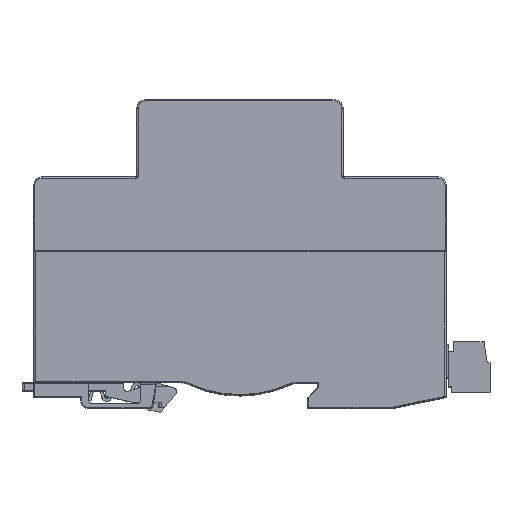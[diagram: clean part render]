
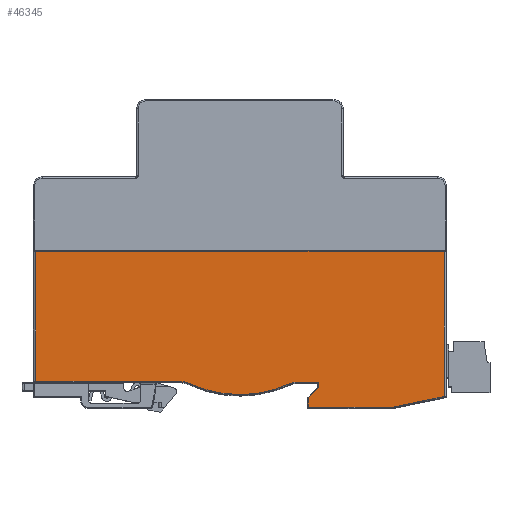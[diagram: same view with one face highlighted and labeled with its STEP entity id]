
A CAD part, top view. The second image highlights one B-rep face of the part: STEP entity #46345.
In plain terms, the highlighted planar face has unit normal (0, 0, 1).
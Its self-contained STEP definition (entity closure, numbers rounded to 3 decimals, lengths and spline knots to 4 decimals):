
#4963=LINE('',#77809,#9813);
#4964=LINE('',#77813,#9814);
#4965=LINE('',#77815,#9815);
#4966=LINE('',#77819,#9816);
#4967=LINE('',#77823,#9817);
#4968=LINE('',#77824,#9818);
#4969=LINE('',#77826,#9819);
#4970=LINE('',#77828,#9820);
#4971=LINE('',#77830,#9821);
#4972=LINE('',#77837,#9822);
#9813=VECTOR('',#59587,3.16);
#9814=VECTOR('',#59590,0.1183);
#9815=VECTOR('',#59591,0.3128);
#9816=VECTOR('',#59594,0.1593);
#9817=VECTOR('',#59597,1.7779);
#9818=VECTOR('',#59598,1.1768);
#9819=VECTOR('',#59599,8.9);
#9820=VECTOR('',#59600,2.83);
#9821=VECTOR('',#59601,3.1364);
#9822=VECTOR('',#59608,0.5159);
#13270=FACE_OUTER_BOUND('',#15876,.T.);
#15876=EDGE_LOOP('',(#38259,#38260,#38261,#38262,#38263,#38264,#38265,#38266,
#38267,#38268,#38269,#38270,#38271,#38272,#38273));
#17158=CIRCLE('',#49450,0.03);
#17159=CIRCLE('',#49451,0.03);
#17160=CIRCLE('',#49452,0.52);
#17161=CIRCLE('',#49453,2.6);
#17162=CIRCLE('',#49454,0.22);
#21012=VERTEX_POINT('',#77803);
#21013=VERTEX_POINT('',#77807);
#21014=VERTEX_POINT('',#77811);
#21015=VERTEX_POINT('',#77812);
#21016=VERTEX_POINT('',#77814);
#21017=VERTEX_POINT('',#77816);
#21018=VERTEX_POINT('',#77818);
#21019=VERTEX_POINT('',#77820);
#21020=VERTEX_POINT('',#77822);
#21021=VERTEX_POINT('',#77825);
#21022=VERTEX_POINT('',#77827);
#21023=VERTEX_POINT('',#77829);
#21024=VERTEX_POINT('',#77831);
#21025=VERTEX_POINT('',#77833);
#21026=VERTEX_POINT('',#77835);
#26954=EDGE_CURVE('',#21012,#21013,#4963,.T.);
#26955=EDGE_CURVE('',#21014,#21015,#4964,.T.);
#26956=EDGE_CURVE('',#21014,#21016,#4965,.T.);
#26957=EDGE_CURVE('',#21016,#21017,#17158,.T.);
#26958=EDGE_CURVE('',#21017,#21018,#4966,.T.);
#26959=EDGE_CURVE('',#21018,#21019,#17159,.T.);
#26960=EDGE_CURVE('',#21019,#21020,#4967,.T.);
#26961=EDGE_CURVE('',#21020,#21012,#4968,.T.);
#26962=EDGE_CURVE('',#21021,#21013,#4969,.T.);
#26963=EDGE_CURVE('',#21021,#21022,#4970,.T.);
#26964=EDGE_CURVE('',#21023,#21022,#4971,.T.);
#26965=EDGE_CURVE('',#21024,#21023,#17160,.T.);
#26966=EDGE_CURVE('',#21025,#21024,#17161,.T.);
#26967=EDGE_CURVE('',#21026,#21025,#17162,.T.);
#26968=EDGE_CURVE('',#21015,#21026,#4972,.T.);
#38259=ORIENTED_EDGE('',*,*,#26955,.F.);
#38260=ORIENTED_EDGE('',*,*,#26956,.T.);
#38261=ORIENTED_EDGE('',*,*,#26957,.T.);
#38262=ORIENTED_EDGE('',*,*,#26958,.T.);
#38263=ORIENTED_EDGE('',*,*,#26959,.T.);
#38264=ORIENTED_EDGE('',*,*,#26960,.T.);
#38265=ORIENTED_EDGE('',*,*,#26961,.T.);
#38266=ORIENTED_EDGE('',*,*,#26954,.T.);
#38267=ORIENTED_EDGE('',*,*,#26962,.F.);
#38268=ORIENTED_EDGE('',*,*,#26963,.T.);
#38269=ORIENTED_EDGE('',*,*,#26964,.F.);
#38270=ORIENTED_EDGE('',*,*,#26965,.F.);
#38271=ORIENTED_EDGE('',*,*,#26966,.F.);
#38272=ORIENTED_EDGE('',*,*,#26967,.F.);
#38273=ORIENTED_EDGE('',*,*,#26968,.F.);
#41755=PLANE('',#49449);
#46345=ADVANCED_FACE('',(#13270),#41755,.T.);
#49449=AXIS2_PLACEMENT_3D('',#77810,#59588,#59589);
#49450=AXIS2_PLACEMENT_3D('',#77817,#59592,#59593);
#49451=AXIS2_PLACEMENT_3D('',#77821,#59595,#59596);
#49452=AXIS2_PLACEMENT_3D('',#77832,#59602,#59603);
#49453=AXIS2_PLACEMENT_3D('',#77834,#59604,#59605);
#49454=AXIS2_PLACEMENT_3D('',#77836,#59606,#59607);
#59587=DIRECTION('',(0.,1.,0.));
#59588=DIRECTION('center_axis',(0.,0.,1.));
#59589=DIRECTION('ref_axis',(1.,0.,0.));
#59590=DIRECTION('',(0.,1.,0.));
#59591=DIRECTION('',(-0.707,-0.707,0.));
#59592=DIRECTION('center_axis',(0.,0.,1.));
#59593=DIRECTION('ref_axis',(-0.707,0.707,0.));
#59594=DIRECTION('',(0.,-1.,0.));
#59595=DIRECTION('center_axis',(0.,0.,1.));
#59596=DIRECTION('ref_axis',(-1.,0.,0.));
#59597=DIRECTION('',(1.,0.,0.));
#59598=DIRECTION('',(0.979,0.204,0.));
#59599=DIRECTION('',(1.,0.,0.));
#59600=DIRECTION('',(0.,-1.,0.));
#59601=DIRECTION('',(-1.,0.,0.));
#59602=DIRECTION('center_axis',(0.,0.,1.));
#59603=DIRECTION('ref_axis',(0.421,0.907,0.));
#59604=DIRECTION('center_axis',(0.,0.,-1.));
#59605=DIRECTION('ref_axis',(0.427,-0.904,0.));
#59606=DIRECTION('center_axis',(0.,0.,1.));
#59607=DIRECTION('ref_axis',(0.,1.,0.));
#59608=DIRECTION('',(-1.,0.,0.));
#77803=CARTESIAN_POINT('',(4.45,-3.7,3.59));
#77807=CARTESIAN_POINT('',(4.45,-0.54,3.59));
#77809=CARTESIAN_POINT('',(4.45,-3.7,3.59));
#77810=CARTESIAN_POINT('Origin',(0.,0.,3.59));
#77811=CARTESIAN_POINT('',(1.72,-3.5083,3.59));
#77812=CARTESIAN_POINT('',(1.72,-3.39,3.59));
#77813=CARTESIAN_POINT('',(1.72,-3.5083,3.59));
#77814=CARTESIAN_POINT('',(1.4988,-3.7295,3.59));
#77815=CARTESIAN_POINT('',(1.72,-3.5083,3.59));
#77816=CARTESIAN_POINT('',(1.49,-3.7507,3.59));
#77817=CARTESIAN_POINT('Origin',(1.52,-3.7507,3.59));
#77818=CARTESIAN_POINT('',(1.49,-3.91,3.59));
#77819=CARTESIAN_POINT('',(1.49,-3.7507,3.59));
#77820=CARTESIAN_POINT('',(1.52,-3.94,3.59));
#77821=CARTESIAN_POINT('Origin',(1.52,-3.91,3.59));
#77822=CARTESIAN_POINT('',(3.2979,-3.94,3.59));
#77823=CARTESIAN_POINT('',(1.52,-3.94,3.59));
#77824=CARTESIAN_POINT('',(3.2979,-3.94,3.59));
#77825=CARTESIAN_POINT('',(-4.45,-0.54,3.59));
#77826=CARTESIAN_POINT('',(-4.45,-0.54,3.59));
#77827=CARTESIAN_POINT('',(-4.45,-3.37,3.59));
#77828=CARTESIAN_POINT('',(-4.45,-0.54,3.59));
#77829=CARTESIAN_POINT('',(-1.3136,-3.37,3.59));
#77830=CARTESIAN_POINT('',(-1.3136,-3.37,3.59));
#77831=CARTESIAN_POINT('',(-1.0947,-3.4183,3.59));
#77832=CARTESIAN_POINT('Origin',(-1.3136,-3.89,3.59));
#77833=CARTESIAN_POINT('',(1.1102,-3.4111,3.59));
#77834=CARTESIAN_POINT('Origin',(0.,-1.06,3.59));
#77835=CARTESIAN_POINT('',(1.2041,-3.39,3.59));
#77836=CARTESIAN_POINT('Origin',(1.2041,-3.61,3.59));
#77837=CARTESIAN_POINT('',(1.72,-3.39,3.59));
